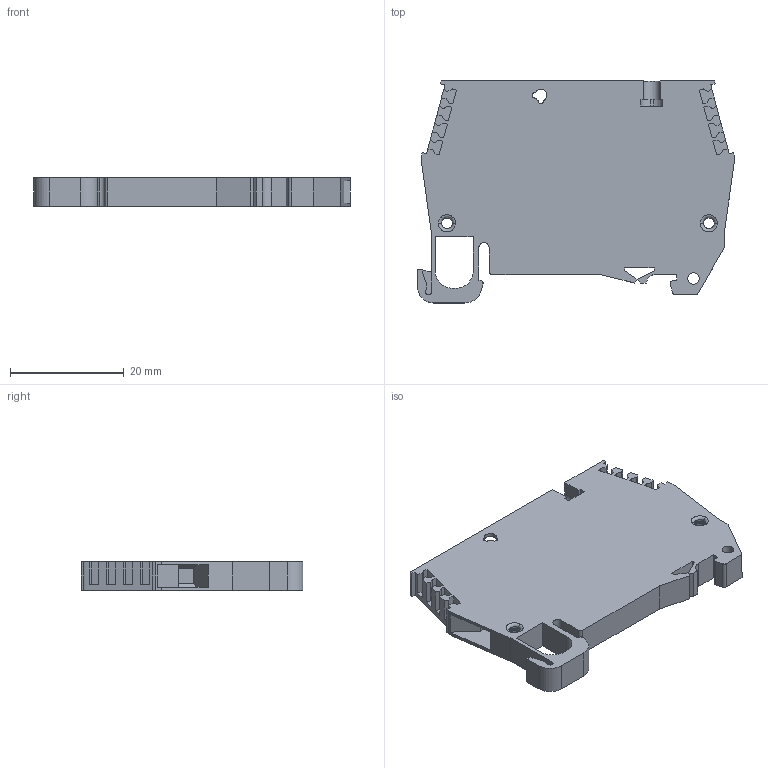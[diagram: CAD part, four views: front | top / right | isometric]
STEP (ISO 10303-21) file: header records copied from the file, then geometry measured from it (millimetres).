
FILE_DESCRIPTION (( 'STEP AP214' ), '1' );
FILE_NAME ('DN-FE2-5.STEP', '2018-05-02T17:56:53', ( '' ), ( '' ), 'SwSTEP 2.0', 'SolidWorks 2017', '' );
FILE_SCHEMA (( 'AUTOMOTIVE_DESIGN' ));
Length unit declared in the file: inch
Products named in the file (1): DN-FE2-5
Bounding box: 55.65 x 39 x 5 mm (x, y, z)
Volume: 7479.8 mm3; surface area: 5922.7 mm2
Topology: 1 solids, 2 shells, 293 faces, 827 edges, 541 vertices
Faces by surface type: plane 195, cylinder 62, torus 32, cone 4
Entity records: 9697 total; most frequent: CARTESIAN_POINT 1982, ORIENTED_EDGE 1654, DIRECTION 1553, EDGE_CURVE 827, VECTOR 621, LINE 621, VERTEX_POINT 541, AXIS2_PLACEMENT_3D 466
